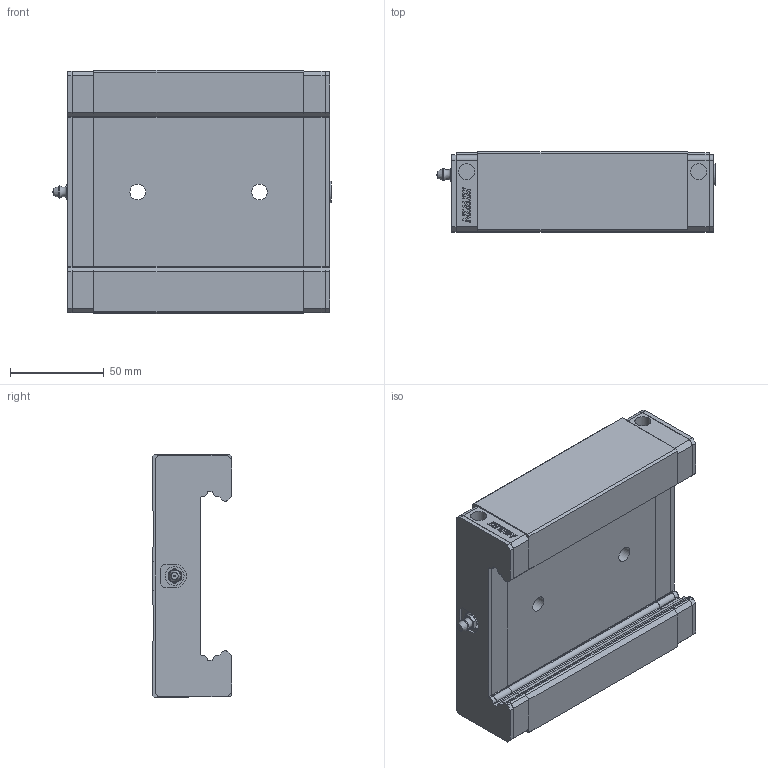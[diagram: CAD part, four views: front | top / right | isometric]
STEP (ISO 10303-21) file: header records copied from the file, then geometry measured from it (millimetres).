
FILE_DESCRIPTION(/* description */ (''),/* implementation_level */ '2;1');
FILE_NAME(/* name */ 'WEH50CAZ0H_GW202504055672.stp',/* time_stamp */ '2025-04-28T13:37:08+08:00',/* author */ ('user'),/* organization */ (''),/* preprocessor_version */ 'ST-DEVELOPER v17',/* originating_system */ 'Autodesk Inventor 2018',/* authorisation */ '');
FILE_SCHEMA (('AUTOMOTIVE_DESIGN { 1 0 10303 214 3 1 1 }'));
Products named in the file (4): WEH50CAZ0H_GW202504055672; WEH50C_右封_temp; 34310003; 18PTH
Assembly tree (3 placements, depth 2):
  WEH50CAZ0H_GW202504055672
    WEH50C_右封_temp
    34310003
    18PTH
Bounding box: 148.71 x 42.5 x 130 mm (x, y, z)
Volume: 557093.8 mm3; surface area: 98384 mm2
Topology: 7 solids, 11 shells, 793 faces, 2107 edges, 1359 vertices
Faces by surface type: plane 490, cylinder 210, cone 91, sphere 1, torus 1
Full cylindrical faces by diameter (mm): 0.5 x2, 3.242 x4, 6 x1, 7.3 x2, 8.376 x6, 8.5 x4, 10.1 x4, 11.5 x1
Entity records: 24590 total; most frequent: CARTESIAN_POINT 4306, DIRECTION 4215, ORIENTED_EDGE 4198, EDGE_CURVE 2099, LINE 1535, VECTOR 1535, VERTEX_POINT 1359, AXIS2_PLACEMENT_3D 1340
